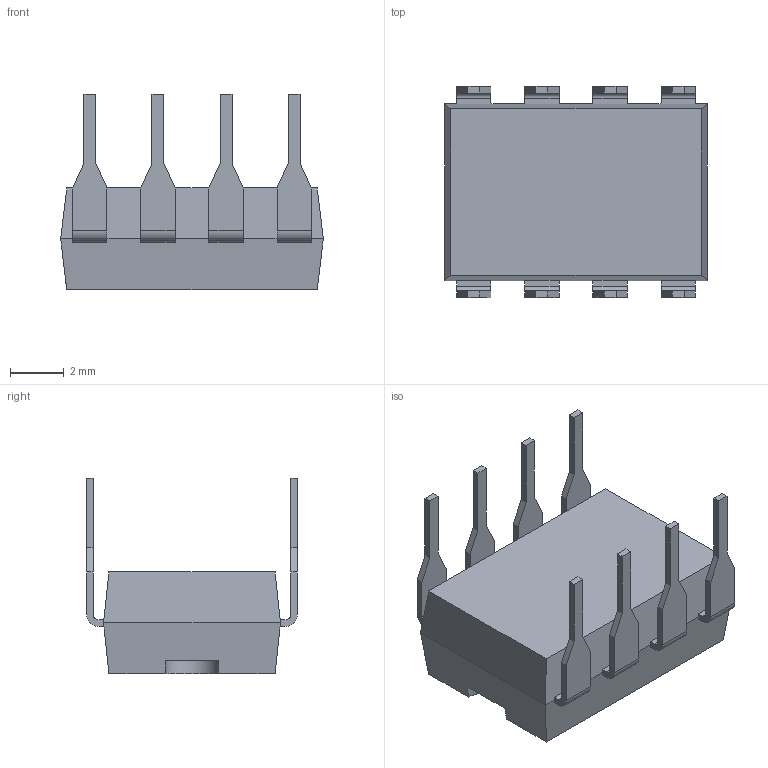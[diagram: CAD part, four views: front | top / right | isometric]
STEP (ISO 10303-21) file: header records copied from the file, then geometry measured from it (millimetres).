
FILE_DESCRIPTION(/* description */ (''),/* implementation_level */ '2;1');
FILE_NAME(/* name */ 'DIP8.step',/* time_stamp */ '2020-01-04T14:50:36+05:00',/* author */ (''),/* organization */ (''),/* preprocessor_version */ 'ST-DEVELOPER v18',/* originating_system */ 'Autodesk Translation Framework v8.12.0.6',/* authorisation */ '');
FILE_SCHEMA (('AUTOMOTIVE_DESIGN { 1 0 10303 214 3 1 1 }'));
Length unit declared in the file: millimetre
Products named in the file (1): (Unsaved)
Bounding box: 9.8 x 7.87 x 7.3 mm (x, y, z)
Volume: 241.8 mm3; surface area: 338.3 mm2
Topology: 1 solids, 1 shells, 116 faces, 338 edges, 224 vertices
Faces by surface type: plane 99, cylinder 17
Entity records: 3937 total; most frequent: CARTESIAN_POINT 679, ORIENTED_EDGE 676, DIRECTION 608, EDGE_CURVE 338, LINE 302, VECTOR 302, VERTEX_POINT 224, AXIS2_PLACEMENT_3D 153
